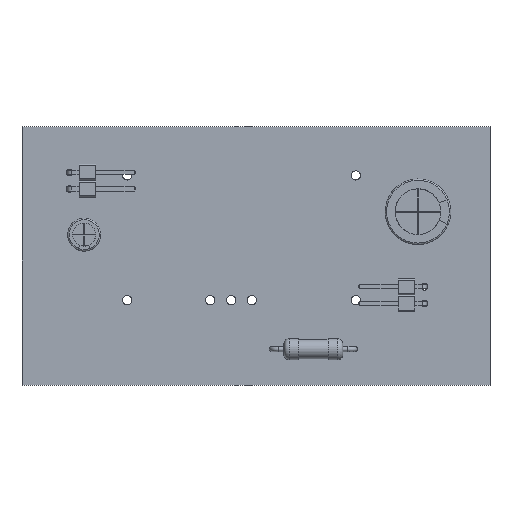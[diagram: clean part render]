
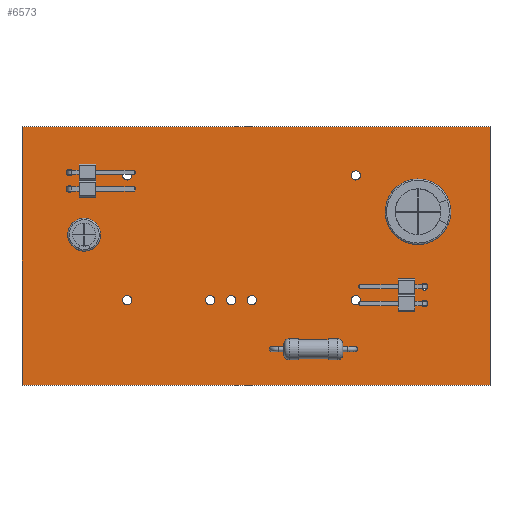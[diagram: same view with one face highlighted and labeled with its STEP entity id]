
A CAD part, top view. The second image highlights one B-rep face of the part: STEP entity #6573.
In plain terms, the highlighted planar face has unit normal (0, 0, 1).
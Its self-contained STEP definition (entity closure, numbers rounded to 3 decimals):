
#6274 = VERTEX_POINT('',#6275);
#6275 = CARTESIAN_POINT('',(182.5,-126.5,1.51));
#6281 = EDGE_CURVE('',#6274,#6282,#6284,.T.);
#6282 = VERTEX_POINT('',#6283);
#6283 = CARTESIAN_POINT('',(111.,-126.5,1.51));
#6284 = LINE('',#6285,#6286);
#6285 = CARTESIAN_POINT('',(182.5,-126.5,1.51));
#6286 = VECTOR('',#6287,1.);
#6287 = DIRECTION('',(-1.,0.,0.));
#6314 = VERTEX_POINT('',#6315);
#6315 = CARTESIAN_POINT('',(182.5,-87.,1.51));
#6321 = EDGE_CURVE('',#6314,#6274,#6322,.T.);
#6322 = LINE('',#6323,#6324);
#6323 = CARTESIAN_POINT('',(182.5,-87.,1.51));
#6324 = VECTOR('',#6325,1.);
#6325 = DIRECTION('',(0.,-1.,0.));
#6343 = EDGE_CURVE('',#6282,#6344,#6346,.T.);
#6344 = VERTEX_POINT('',#6345);
#6345 = CARTESIAN_POINT('',(111.,-87.,1.51));
#6346 = LINE('',#6347,#6348);
#6347 = CARTESIAN_POINT('',(111.,-126.5,1.51));
#6348 = VECTOR('',#6349,1.);
#6349 = DIRECTION('',(0.,1.,0.));
#6573 = ADVANCED_FACE('',(#6574,#6585,#6596,#6607,#6618,#6629,#6640,
    #6651,#6662,#6673,#6684,#6695,#6706,#6717,#6728,#6739,#6750,#6761),
  #6772,.T.);
#6574 = FACE_BOUND('',#6575,.T.);
#6575 = EDGE_LOOP('',(#6576,#6577,#6578,#6584));
#6576 = ORIENTED_EDGE('',*,*,#6281,.F.);
#6577 = ORIENTED_EDGE('',*,*,#6321,.F.);
#6578 = ORIENTED_EDGE('',*,*,#6579,.F.);
#6579 = EDGE_CURVE('',#6344,#6314,#6580,.T.);
#6580 = LINE('',#6581,#6582);
#6581 = CARTESIAN_POINT('',(111.,-87.,1.51));
#6582 = VECTOR('',#6583,1.);
#6583 = DIRECTION('',(1.,0.,0.));
#6584 = ORIENTED_EDGE('',*,*,#6343,.F.);
#6585 = FACE_BOUND('',#6586,.T.);
#6586 = EDGE_LOOP('',(#6587));
#6587 = ORIENTED_EDGE('',*,*,#6588,.T.);
#6588 = EDGE_CURVE('',#6589,#6589,#6591,.T.);
#6589 = VERTEX_POINT('',#6590);
#6590 = CARTESIAN_POINT('',(127.06,-114.2,1.51));
#6591 = CIRCLE('',#6592,0.7);
#6592 = AXIS2_PLACEMENT_3D('',#6593,#6594,#6595);
#6593 = CARTESIAN_POINT('',(127.06,-113.5,1.51));
#6594 = DIRECTION('',(-0.,0.,-1.));
#6595 = DIRECTION('',(-0.,-1.,0.));
#6596 = FACE_BOUND('',#6597,.T.);
#6597 = EDGE_LOOP('',(#6598));
#6598 = ORIENTED_EDGE('',*,*,#6599,.T.);
#6599 = EDGE_CURVE('',#6600,#6600,#6602,.T.);
#6600 = VERTEX_POINT('',#6601);
#6601 = CARTESIAN_POINT('',(139.76,-114.2,1.51));
#6602 = CIRCLE('',#6603,0.7);
#6603 = AXIS2_PLACEMENT_3D('',#6604,#6605,#6606);
#6604 = CARTESIAN_POINT('',(139.76,-113.5,1.51));
#6605 = DIRECTION('',(-0.,0.,-1.));
#6606 = DIRECTION('',(-0.,-1.,0.));
#6607 = FACE_BOUND('',#6608,.T.);
#6608 = EDGE_LOOP('',(#6609));
#6609 = ORIENTED_EDGE('',*,*,#6610,.T.);
#6610 = EDGE_CURVE('',#6611,#6611,#6613,.T.);
#6611 = VERTEX_POINT('',#6612);
#6612 = CARTESIAN_POINT('',(142.94,-114.2,1.51));
#6613 = CIRCLE('',#6614,0.7);
#6614 = AXIS2_PLACEMENT_3D('',#6615,#6616,#6617);
#6615 = CARTESIAN_POINT('',(142.94,-113.5,1.51));
#6616 = DIRECTION('',(-0.,0.,-1.));
#6617 = DIRECTION('',(-0.,-1.,0.));
#6618 = FACE_BOUND('',#6619,.T.);
#6619 = EDGE_LOOP('',(#6620));
#6620 = ORIENTED_EDGE('',*,*,#6621,.T.);
#6621 = EDGE_CURVE('',#6622,#6622,#6624,.T.);
#6622 = VERTEX_POINT('',#6623);
#6623 = CARTESIAN_POINT('',(149.15,-121.4,1.51));
#6624 = CIRCLE('',#6625,0.4);
#6625 = AXIS2_PLACEMENT_3D('',#6626,#6627,#6628);
#6626 = CARTESIAN_POINT('',(149.15,-121.,1.51));
#6627 = DIRECTION('',(-0.,0.,-1.));
#6628 = DIRECTION('',(-0.,-1.,0.));
#6629 = FACE_BOUND('',#6630,.T.);
#6630 = EDGE_LOOP('',(#6631));
#6631 = ORIENTED_EDGE('',*,*,#6632,.T.);
#6632 = EDGE_CURVE('',#6633,#6633,#6635,.T.);
#6633 = VERTEX_POINT('',#6634);
#6634 = CARTESIAN_POINT('',(161.85,-121.4,1.51));
#6635 = CIRCLE('',#6636,0.4);
#6636 = AXIS2_PLACEMENT_3D('',#6637,#6638,#6639);
#6637 = CARTESIAN_POINT('',(161.85,-121.,1.51));
#6638 = DIRECTION('',(-0.,0.,-1.));
#6639 = DIRECTION('',(-0.,-1.,0.));
#6640 = FACE_BOUND('',#6641,.T.);
#6641 = EDGE_LOOP('',(#6642));
#6642 = ORIENTED_EDGE('',*,*,#6643,.T.);
#6643 = EDGE_CURVE('',#6644,#6644,#6646,.T.);
#6644 = VERTEX_POINT('',#6645);
#6645 = CARTESIAN_POINT('',(146.12,-114.2,1.51));
#6646 = CIRCLE('',#6647,0.7);
#6647 = AXIS2_PLACEMENT_3D('',#6648,#6649,#6650);
#6648 = CARTESIAN_POINT('',(146.12,-113.5,1.51));
#6649 = DIRECTION('',(-0.,0.,-1.));
#6650 = DIRECTION('',(-0.,-1.,0.));
#6651 = FACE_BOUND('',#6652,.T.);
#6652 = EDGE_LOOP('',(#6653));
#6653 = ORIENTED_EDGE('',*,*,#6654,.T.);
#6654 = EDGE_CURVE('',#6655,#6655,#6657,.T.);
#6655 = VERTEX_POINT('',#6656);
#6656 = CARTESIAN_POINT('',(162.,-114.2,1.51));
#6657 = CIRCLE('',#6658,0.7);
#6658 = AXIS2_PLACEMENT_3D('',#6659,#6660,#6661);
#6659 = CARTESIAN_POINT('',(162.,-113.5,1.51));
#6660 = DIRECTION('',(-0.,0.,-1.));
#6661 = DIRECTION('',(-0.,-1.,0.));
#6662 = FACE_BOUND('',#6663,.T.);
#6663 = EDGE_LOOP('',(#6664));
#6664 = ORIENTED_EDGE('',*,*,#6665,.T.);
#6665 = EDGE_CURVE('',#6666,#6666,#6668,.T.);
#6666 = VERTEX_POINT('',#6667);
#6667 = CARTESIAN_POINT('',(172.5,-114.5,1.51));
#6668 = CIRCLE('',#6669,0.5);
#6669 = AXIS2_PLACEMENT_3D('',#6670,#6671,#6672);
#6670 = CARTESIAN_POINT('',(172.5,-114.,1.51));
#6671 = DIRECTION('',(-0.,0.,-1.));
#6672 = DIRECTION('',(-0.,-1.,0.));
#6673 = FACE_BOUND('',#6674,.T.);
#6674 = EDGE_LOOP('',(#6675));
#6675 = ORIENTED_EDGE('',*,*,#6676,.T.);
#6676 = EDGE_CURVE('',#6677,#6677,#6679,.T.);
#6677 = VERTEX_POINT('',#6678);
#6678 = CARTESIAN_POINT('',(172.5,-111.96,1.51));
#6679 = CIRCLE('',#6680,0.5);
#6680 = AXIS2_PLACEMENT_3D('',#6681,#6682,#6683);
#6681 = CARTESIAN_POINT('',(172.5,-111.46,1.51));
#6682 = DIRECTION('',(-0.,0.,-1.));
#6683 = DIRECTION('',(-0.,-1.,0.));
#6684 = FACE_BOUND('',#6685,.T.);
#6685 = EDGE_LOOP('',(#6686));
#6686 = ORIENTED_EDGE('',*,*,#6687,.T.);
#6687 = EDGE_CURVE('',#6688,#6688,#6690,.T.);
#6688 = VERTEX_POINT('',#6689);
#6689 = CARTESIAN_POINT('',(120.5,-105.15,1.51));
#6690 = CIRCLE('',#6691,0.4);
#6691 = AXIS2_PLACEMENT_3D('',#6692,#6693,#6694);
#6692 = CARTESIAN_POINT('',(120.5,-104.75,1.51));
#6693 = DIRECTION('',(-0.,0.,-1.));
#6694 = DIRECTION('',(-0.,-1.,0.));
#6695 = FACE_BOUND('',#6696,.T.);
#6696 = EDGE_LOOP('',(#6697));
#6697 = ORIENTED_EDGE('',*,*,#6698,.T.);
#6698 = EDGE_CURVE('',#6699,#6699,#6701,.T.);
#6699 = VERTEX_POINT('',#6700);
#6700 = CARTESIAN_POINT('',(120.5,-102.65,1.51));
#6701 = CIRCLE('',#6702,0.4);
#6702 = AXIS2_PLACEMENT_3D('',#6703,#6704,#6705);
#6703 = CARTESIAN_POINT('',(120.5,-102.25,1.51));
#6704 = DIRECTION('',(-0.,0.,-1.));
#6705 = DIRECTION('',(-0.,-1.,0.));
#6706 = FACE_BOUND('',#6707,.T.);
#6707 = EDGE_LOOP('',(#6708));
#6708 = ORIENTED_EDGE('',*,*,#6709,.T.);
#6709 = EDGE_CURVE('',#6710,#6710,#6712,.T.);
#6710 = VERTEX_POINT('',#6711);
#6711 = CARTESIAN_POINT('',(118.24,-97.01,1.51));
#6712 = CIRCLE('',#6713,0.5);
#6713 = AXIS2_PLACEMENT_3D('',#6714,#6715,#6716);
#6714 = CARTESIAN_POINT('',(118.24,-96.51,1.51));
#6715 = DIRECTION('',(-0.,0.,-1.));
#6716 = DIRECTION('',(-0.,-1.,0.));
#6717 = FACE_BOUND('',#6718,.T.);
#6718 = EDGE_LOOP('',(#6719));
#6719 = ORIENTED_EDGE('',*,*,#6720,.T.);
#6720 = EDGE_CURVE('',#6721,#6721,#6723,.T.);
#6721 = VERTEX_POINT('',#6722);
#6722 = CARTESIAN_POINT('',(118.24,-94.47,1.51));
#6723 = CIRCLE('',#6724,0.5);
#6724 = AXIS2_PLACEMENT_3D('',#6725,#6726,#6727);
#6725 = CARTESIAN_POINT('',(118.24,-93.97,1.51));
#6726 = DIRECTION('',(-0.,0.,-1.));
#6727 = DIRECTION('',(-0.,-1.,0.));
#6728 = FACE_BOUND('',#6729,.T.);
#6729 = EDGE_LOOP('',(#6730));
#6730 = ORIENTED_EDGE('',*,*,#6731,.T.);
#6731 = EDGE_CURVE('',#6732,#6732,#6734,.T.);
#6732 = VERTEX_POINT('',#6733);
#6733 = CARTESIAN_POINT('',(127.06,-95.15,1.51));
#6734 = CIRCLE('',#6735,0.7);
#6735 = AXIS2_PLACEMENT_3D('',#6736,#6737,#6738);
#6736 = CARTESIAN_POINT('',(127.06,-94.45,1.51));
#6737 = DIRECTION('',(-0.,0.,-1.));
#6738 = DIRECTION('',(-0.,-1.,0.));
#6739 = FACE_BOUND('',#6740,.T.);
#6740 = EDGE_LOOP('',(#6741));
#6741 = ORIENTED_EDGE('',*,*,#6742,.T.);
#6742 = EDGE_CURVE('',#6743,#6743,#6745,.T.);
#6743 = VERTEX_POINT('',#6744);
#6744 = CARTESIAN_POINT('',(169.,-100.5,1.51));
#6745 = CIRCLE('',#6746,0.5);
#6746 = AXIS2_PLACEMENT_3D('',#6747,#6748,#6749);
#6747 = CARTESIAN_POINT('',(169.,-100.,1.51));
#6748 = DIRECTION('',(-0.,0.,-1.));
#6749 = DIRECTION('',(-0.,-1.,0.));
#6750 = FACE_BOUND('',#6751,.T.);
#6751 = EDGE_LOOP('',(#6752));
#6752 = ORIENTED_EDGE('',*,*,#6753,.T.);
#6753 = EDGE_CURVE('',#6754,#6754,#6756,.T.);
#6754 = VERTEX_POINT('',#6755);
#6755 = CARTESIAN_POINT('',(174.,-100.5,1.51));
#6756 = CIRCLE('',#6757,0.5);
#6757 = AXIS2_PLACEMENT_3D('',#6758,#6759,#6760);
#6758 = CARTESIAN_POINT('',(174.,-100.,1.51));
#6759 = DIRECTION('',(-0.,0.,-1.));
#6760 = DIRECTION('',(-0.,-1.,0.));
#6761 = FACE_BOUND('',#6762,.T.);
#6762 = EDGE_LOOP('',(#6763));
#6763 = ORIENTED_EDGE('',*,*,#6764,.T.);
#6764 = EDGE_CURVE('',#6765,#6765,#6767,.T.);
#6765 = VERTEX_POINT('',#6766);
#6766 = CARTESIAN_POINT('',(162.,-95.15,1.51));
#6767 = CIRCLE('',#6768,0.7);
#6768 = AXIS2_PLACEMENT_3D('',#6769,#6770,#6771);
#6769 = CARTESIAN_POINT('',(162.,-94.45,1.51));
#6770 = DIRECTION('',(-0.,0.,-1.));
#6771 = DIRECTION('',(-0.,-1.,0.));
#6772 = PLANE('',#6773);
#6773 = AXIS2_PLACEMENT_3D('',#6774,#6775,#6776);
#6774 = CARTESIAN_POINT('',(0.,0.,1.51));
#6775 = DIRECTION('',(0.,0.,1.));
#6776 = DIRECTION('',(1.,0.,-0.));
